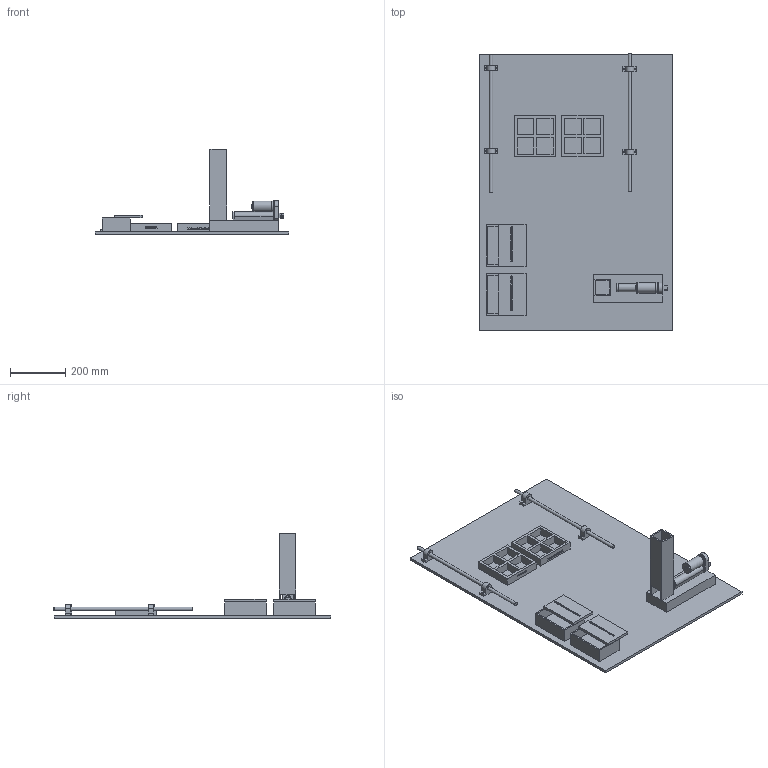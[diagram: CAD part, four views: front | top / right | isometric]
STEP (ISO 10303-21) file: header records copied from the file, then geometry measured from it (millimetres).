
FILE_DESCRIPTION(/* description */ (''),/* implementation_level */ '2;1');
FILE_NAME(/* name */ 'tableiso_ipt_14615452.STEP',/* time_stamp */ '2023-10-30T02:32:14+02:00',/* author */ ('habib'),/* organization */ (''),/* preprocessor_version */ 'ST-DEVELOPER v18.1',/* originating_system */ 'Autodesk Inventor 2021',/* authorisation */ '');
FILE_SCHEMA (('AUTOMOTIVE_DESIGN { 1 0 10303 214 3 1 1 }'));
Length unit declared in the file: millimetre
Products named in the file (1): tableiso
Bounding box: 700 x 1003.05 x 308.19 mm (x, y, z)
Volume: 9959088 mm3; surface area: 2079389.2 mm2
Topology: 16 solids, 16 shells, 741 faces, 1961 edges, 1308 vertices
Faces by surface type: plane 521, bspline 180, cylinder 40
Full cylindrical faces by diameter (mm): 6 x17, 12 x6, 15 x1, 20 x1, 38 x6
Entity records: 24588 total; most frequent: CARTESIAN_POINT 6713, ORIENTED_EDGE 3922, DIRECTION 2822, EDGE_CURVE 1961, LINE 1504, VECTOR 1504, VERTEX_POINT 1308, EDGE_LOOP 857
